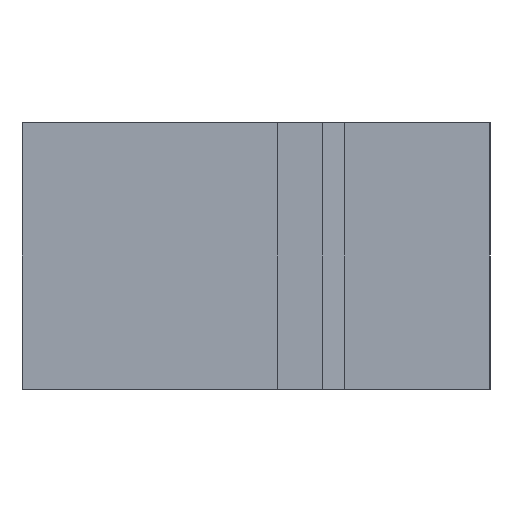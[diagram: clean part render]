
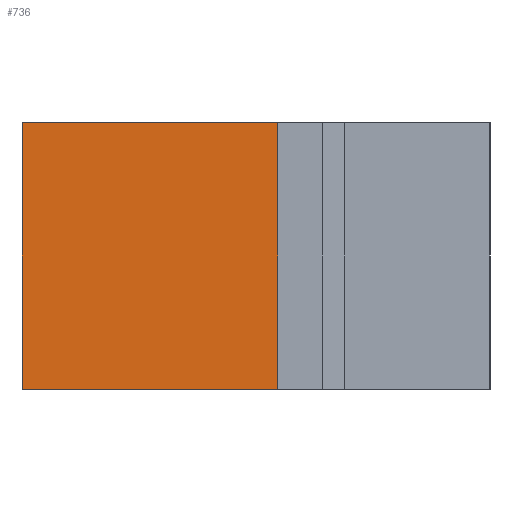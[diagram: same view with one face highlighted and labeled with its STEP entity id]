
A CAD part, left-side view. The second image highlights one B-rep face of the part: STEP entity #736.
In plain terms, the highlighted planar face has unit normal (-1, 0, 0).
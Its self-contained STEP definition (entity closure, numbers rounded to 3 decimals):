
#62 = CARTESIAN_POINT ( 'NONE',  ( 32.7, -85., -4.5 ) ) ;
#89 = EDGE_CURVE ( 'NONE', #744, #1399, #2069, .T. ) ;
#194 = VECTOR ( 'NONE', #2117, 1000. ) ;
#205 = EDGE_CURVE ( 'NONE', #1342, #744, #2208, .T. ) ;
#226 = CARTESIAN_POINT ( 'NONE',  ( 32.7, -85., -58.416 ) ) ;
#239 = ORIENTED_EDGE ( 'NONE', *, *, #1576, .F. ) ;
#427 = DIRECTION ( 'NONE',  ( -1., 0., 0. ) ) ;
#443 = VERTEX_POINT ( 'NONE', #1096 ) ;
#516 = LINE ( 'NONE', #1459, #1447 ) ;
#715 = FACE_OUTER_BOUND ( 'NONE', #1446, .T. ) ;
#736 = ADVANCED_FACE ( 'NONE', ( #715 ), #1902, .T. ) ;
#744 = VERTEX_POINT ( 'NONE', #968 ) ;
#821 = CARTESIAN_POINT ( 'NONE',  ( 32.7, -27.446, 55.5 ) ) ;
#922 = DIRECTION ( 'NONE',  ( 0., -1., 0. ) ) ;
#968 = CARTESIAN_POINT ( 'NONE',  ( 32.7, -27.446, -4.5 ) ) ;
#979 = VECTOR ( 'NONE', #1348, 1000. ) ;
#1005 = EDGE_CURVE ( 'NONE', #1342, #443, #516, .T. ) ;
#1096 = CARTESIAN_POINT ( 'NONE',  ( 32.7, -85., 55.5 ) ) ;
#1342 = VERTEX_POINT ( 'NONE', #1943 ) ;
#1348 = DIRECTION ( 'NONE',  ( 0., 0., 1. ) ) ;
#1399 = VERTEX_POINT ( 'NONE', #821 ) ;
#1446 = EDGE_LOOP ( 'NONE', ( #239, #1900, #2136, #1636 ) ) ;
#1447 = VECTOR ( 'NONE', #2380, 1000. ) ;
#1459 = CARTESIAN_POINT ( 'NONE',  ( 32.7, -85., -58.416 ) ) ;
#1536 = CARTESIAN_POINT ( 'NONE',  ( 32.7, -27.446, -58.416 ) ) ;
#1576 = EDGE_CURVE ( 'NONE', #1399, #443, #2288, .T. ) ;
#1636 = ORIENTED_EDGE ( 'NONE', *, *, #1005, .T. ) ;
#1900 = ORIENTED_EDGE ( 'NONE', *, *, #89, .F. ) ;
#1902 = PLANE ( 'NONE',  #2314 ) ;
#1943 = CARTESIAN_POINT ( 'NONE',  ( 32.7, -85., -4.5 ) ) ;
#2069 = LINE ( 'NONE', #1536, #979 ) ;
#2080 = DIRECTION ( 'NONE',  ( 0., -1., 0. ) ) ;
#2117 = DIRECTION ( 'NONE',  ( 0., 1., 0. ) ) ;
#2136 = ORIENTED_EDGE ( 'NONE', *, *, #205, .F. ) ;
#2208 = LINE ( 'NONE', #62, #194 ) ;
#2209 = CARTESIAN_POINT ( 'NONE',  ( 32.7, -27.446, 55.5 ) ) ;
#2288 = LINE ( 'NONE', #2209, #2324 ) ;
#2314 = AXIS2_PLACEMENT_3D ( 'NONE', #226, #427, #2080 ) ;
#2324 = VECTOR ( 'NONE', #922, 1000. ) ;
#2380 = DIRECTION ( 'NONE',  ( 0., 0., 1. ) ) ;
